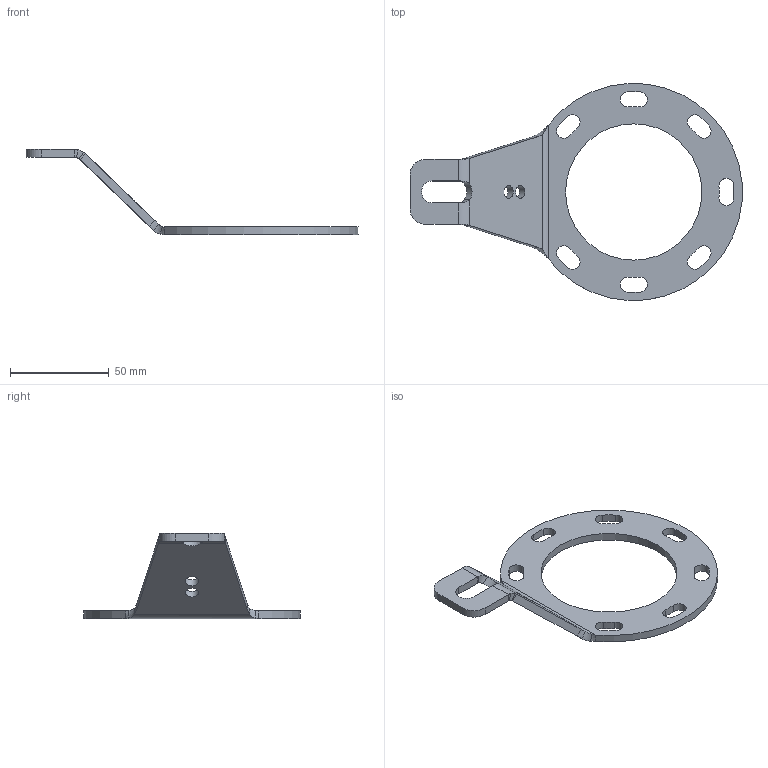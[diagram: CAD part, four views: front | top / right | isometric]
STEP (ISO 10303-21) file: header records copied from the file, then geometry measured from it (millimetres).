
FILE_DESCRIPTION(/* description */ ('www.technicomponents.com'),/* implementation_level */ '2;1');
FILE_NAME(/* name */ 'Reactiearm MVF-40.stp',/* time_stamp */ '2018-01-15T22:02:31+01:00',/* author */ ('JvDrunen'),/* organization */ ('www.technicomponents.com'),/* preprocessor_version */ 'ST-DEVELOPER v16.5',/* originating_system */ 'Autodesk Inventor 2017',/* authorisation */ '');
FILE_SCHEMA (('AUTOMOTIVE_DESIGN { 1 0 10303 214 3 1 1 }'));
Length unit declared in the file: millimetre
Products named in the file (1): MVF-40
Bounding box: 168.09 x 109.85 x 43.13 mm (x, y, z)
Volume: 31388.8 mm3; surface area: 19894.7 mm2
Topology: 1 solids, 1 shells, 71 faces, 197 edges, 126 vertices
Faces by surface type: cylinder 44, plane 17, bspline 10
Full cylindrical faces by diameter (mm): 6.5 x2, 69 x1
Entity records: 3830 total; most frequent: CARTESIAN_POINT 1946, ORIENTED_EDGE 388, DIRECTION 382, EDGE_CURVE 194, AXIS2_PLACEMENT_3D 146, VERTEX_POINT 126, EDGE_LOOP 94, LINE 90
